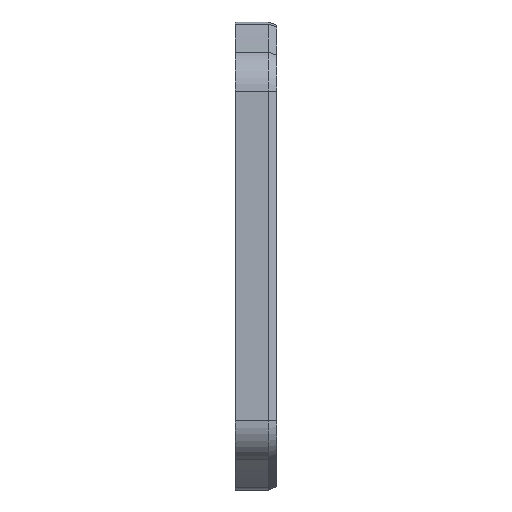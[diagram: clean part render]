
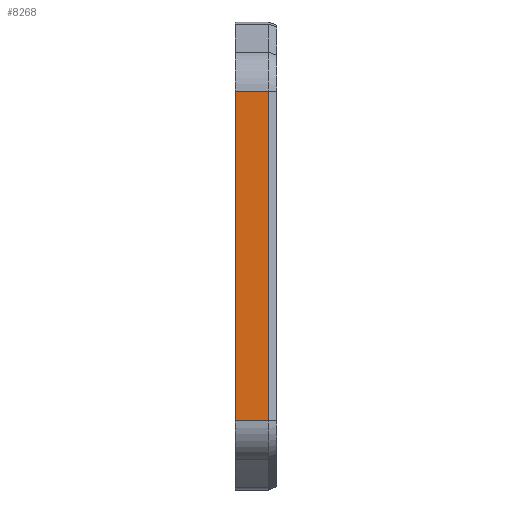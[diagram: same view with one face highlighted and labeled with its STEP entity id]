
A CAD part, left-side view. The second image highlights one B-rep face of the part: STEP entity #8268.
In plain terms, the highlighted planar face has unit normal (-1, 0, 0).
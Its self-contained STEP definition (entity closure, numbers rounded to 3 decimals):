
#76 = VECTOR ( 'NONE', #7091, 1000. ) ;
#119 = CARTESIAN_POINT ( 'NONE',  ( -2.2, 8., 6. ) ) ;
#263 = VECTOR ( 'NONE', #910, 1000. ) ;
#463 = LINE ( 'NONE', #6653, #263 ) ;
#663 = LINE ( 'NONE', #672, #3994 ) ;
#672 = CARTESIAN_POINT ( 'NONE',  ( -2.2, 8., 68.8 ) ) ;
#679 = CARTESIAN_POINT ( 'NONE',  ( -2.2, 8., 6. ) ) ;
#736 = LINE ( 'NONE', #5289, #6740 ) ;
#795 = DIRECTION ( 'NONE',  ( 0., 0., -1. ) ) ;
#829 = VERTEX_POINT ( 'NONE', #119 ) ;
#910 = DIRECTION ( 'NONE',  ( 0., 0., 1. ) ) ;
#1396 = PLANE ( 'NONE',  #6901 ) ;
#1419 = DIRECTION ( 'NONE',  ( 0., 0., 1. ) ) ;
#1720 = CARTESIAN_POINT ( 'NONE',  ( -2.2, 8., 68.8 ) ) ;
#1809 = ORIENTED_EDGE ( 'NONE', *, *, #6262, .T. ) ;
#1997 = CARTESIAN_POINT ( 'NONE',  ( -2.2, 1.648, 68.8 ) ) ;
#2086 = EDGE_CURVE ( 'NONE', #3336, #4781, #663, .T. ) ;
#2100 = ORIENTED_EDGE ( 'NONE', *, *, #5514, .F. ) ;
#2432 = CARTESIAN_POINT ( 'NONE',  ( -2.2, 1.648, 6. ) ) ;
#3334 = DIRECTION ( 'NONE',  ( 1., 0., 0. ) ) ;
#3336 = VERTEX_POINT ( 'NONE', #1720 ) ;
#3406 = LINE ( 'NONE', #679, #76 ) ;
#3879 = EDGE_LOOP ( 'NONE', ( #1809, #3887, #5061, #2100 ) ) ;
#3887 = ORIENTED_EDGE ( 'NONE', *, *, #7531, .T. ) ;
#3973 = DIRECTION ( 'NONE',  ( 0., -1., 0. ) ) ;
#3994 = VECTOR ( 'NONE', #3973, 1000. ) ;
#4630 = CARTESIAN_POINT ( 'NONE',  ( -2.2, 8., 6. ) ) ;
#4781 = VERTEX_POINT ( 'NONE', #1997 ) ;
#5061 = ORIENTED_EDGE ( 'NONE', *, *, #2086, .F. ) ;
#5220 = VERTEX_POINT ( 'NONE', #2432 ) ;
#5289 = CARTESIAN_POINT ( 'NONE',  ( -2.2, 8., 6. ) ) ;
#5514 = EDGE_CURVE ( 'NONE', #829, #3336, #736, .T. ) ;
#6262 = EDGE_CURVE ( 'NONE', #829, #5220, #3406, .T. ) ;
#6653 = CARTESIAN_POINT ( 'NONE',  ( -2.2, 1.648, 6. ) ) ;
#6740 = VECTOR ( 'NONE', #1419, 1000. ) ;
#6754 = FACE_OUTER_BOUND ( 'NONE', #3879, .T. ) ;
#6901 = AXIS2_PLACEMENT_3D ( 'NONE', #4630, #3334, #795 ) ;
#7091 = DIRECTION ( 'NONE',  ( 0., -1., 0. ) ) ;
#7531 = EDGE_CURVE ( 'NONE', #5220, #4781, #463, .T. ) ;
#8268 = ADVANCED_FACE ( 'NONE', ( #6754 ), #1396, .F. ) ;
